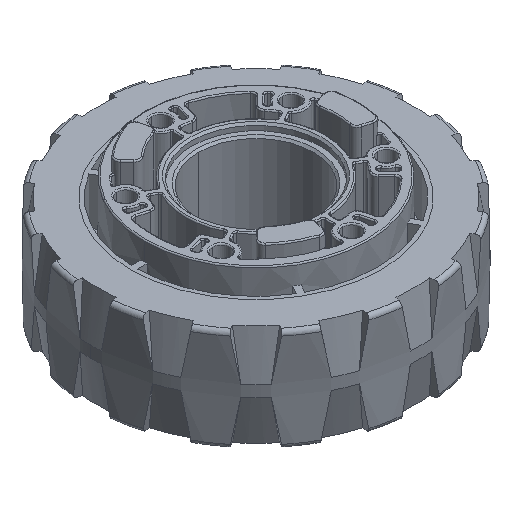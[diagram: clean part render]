
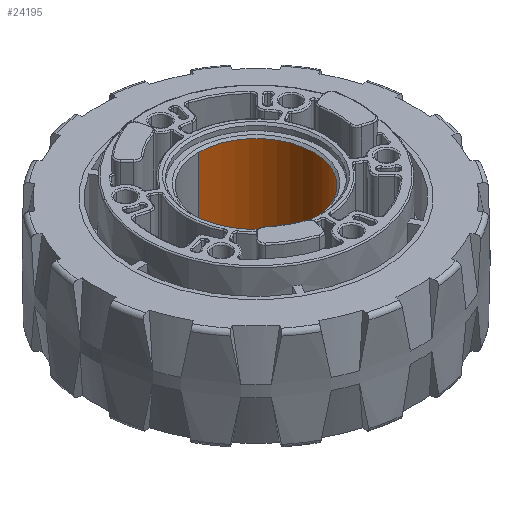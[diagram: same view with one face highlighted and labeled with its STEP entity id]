
A CAD part, isometric view. The second image highlights one B-rep face of the part: STEP entity #24195.
In plain terms, the highlighted cylindrical face has radius 14.3 mm (diameter 28.6 mm), a partial arc.
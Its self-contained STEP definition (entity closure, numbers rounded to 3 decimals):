
#123 = DIRECTION ( 'NONE',  ( -0.866, 0.5, 0. ) ) ;
#344 = CARTESIAN_POINT ( 'NONE',  ( 0., -14.3, 15.248 ) ) ;
#1743 = DIRECTION ( 'NONE',  ( 0., 1., 0. ) ) ;
#3605 = CARTESIAN_POINT ( 'NONE',  ( 0., 0., 15.248 ) ) ;
#5349 = FACE_OUTER_BOUND ( 'NONE', #40008, .T. ) ;
#7067 = CARTESIAN_POINT ( 'NONE',  ( 0., 0., -17.399 ) ) ;
#8365 = AXIS2_PLACEMENT_3D ( 'NONE', #7067, #59748, #1743 ) ;
#8928 = DIRECTION ( 'NONE',  ( -0.866, 0.5, 0. ) ) ;
#9266 = CIRCLE ( 'NONE', #68617, 14.3 ) ;
#10614 = VERTEX_POINT ( 'NONE', #344 ) ;
#11677 = AXIS2_PLACEMENT_3D ( 'NONE', #3605, #40653, #8928 ) ;
#12913 = DIRECTION ( 'NONE',  ( 0., 0., 1. ) ) ;
#14312 = EDGE_CURVE ( 'NONE', #10614, #33435, #42951, .T. ) ;
#16031 = VERTEX_POINT ( 'NONE', #56322 ) ;
#17726 = CYLINDRICAL_SURFACE ( 'NONE', #8365, 14.3 ) ;
#18498 = ORIENTED_EDGE ( 'NONE', *, *, #57369, .T. ) ;
#18757 = ORIENTED_EDGE ( 'NONE', *, *, #42071, .F. ) ;
#21035 = VECTOR ( 'NONE', #12913, 1000. ) ;
#22752 = DIRECTION ( 'NONE',  ( 0., 0., -1. ) ) ;
#24195 = ADVANCED_FACE ( 'NONE', ( #5349 ), #17726, .F. ) ;
#31649 = DIRECTION ( 'NONE',  ( 0., 0., 1. ) ) ;
#31869 = DIRECTION ( 'NONE',  ( 0., 0., 1. ) ) ;
#33435 = VERTEX_POINT ( 'NONE', #36014 ) ;
#35117 = LINE ( 'NONE', #44687, #21035 ) ;
#36014 = CARTESIAN_POINT ( 'NONE',  ( 12.384, -7.15, 15.248 ) ) ;
#38007 = CARTESIAN_POINT ( 'NONE',  ( 0., -14.3, -15.248 ) ) ;
#39031 = EDGE_CURVE ( 'NONE', #56352, #10614, #57697, .T. ) ;
#40008 = EDGE_LOOP ( 'NONE', ( #18498, #42896, #43144, #63670, #18757 ) ) ;
#40653 = DIRECTION ( 'NONE',  ( 0., 0., 1. ) ) ;
#41234 = AXIS2_PLACEMENT_3D ( 'NONE', #63439, #31869, #123 ) ;
#42054 = VECTOR ( 'NONE', #31649, 1000. ) ;
#42071 = EDGE_CURVE ( 'NONE', #43065, #16031, #35117, .T. ) ;
#42896 = ORIENTED_EDGE ( 'NONE', *, *, #39031, .T. ) ;
#42951 = CIRCLE ( 'NONE', #11677, 14.3 ) ;
#43065 = VERTEX_POINT ( 'NONE', #48943 ) ;
#43144 = ORIENTED_EDGE ( 'NONE', *, *, #14312, .T. ) ;
#44687 = CARTESIAN_POINT ( 'NONE',  ( 0., 14.3, -17.399 ) ) ;
#48943 = CARTESIAN_POINT ( 'NONE',  ( 0., 14.3, -15.248 ) ) ;
#52262 = CIRCLE ( 'NONE', #41234, 14.3 ) ;
#54371 = CARTESIAN_POINT ( 'NONE',  ( 0., 0., -15.248 ) ) ;
#56322 = CARTESIAN_POINT ( 'NONE',  ( 0., 14.3, 15.248 ) ) ;
#56352 = VERTEX_POINT ( 'NONE', #38007 ) ;
#57369 = EDGE_CURVE ( 'NONE', #43065, #56352, #9266, .T. ) ;
#57697 = LINE ( 'NONE', #63231, #42054 ) ;
#59678 = DIRECTION ( 'NONE',  ( 0., -1., 0. ) ) ;
#59748 = DIRECTION ( 'NONE',  ( 0., 0., 1. ) ) ;
#63231 = CARTESIAN_POINT ( 'NONE',  ( 0., -14.3, -17.399 ) ) ;
#63439 = CARTESIAN_POINT ( 'NONE',  ( 0., 0., 15.248 ) ) ;
#63670 = ORIENTED_EDGE ( 'NONE', *, *, #65050, .T. ) ;
#65050 = EDGE_CURVE ( 'NONE', #33435, #16031, #52262, .T. ) ;
#68617 = AXIS2_PLACEMENT_3D ( 'NONE', #54371, #22752, #59678 ) ;
